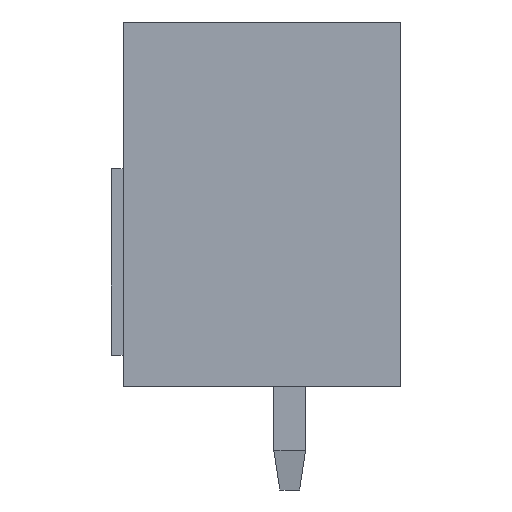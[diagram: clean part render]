
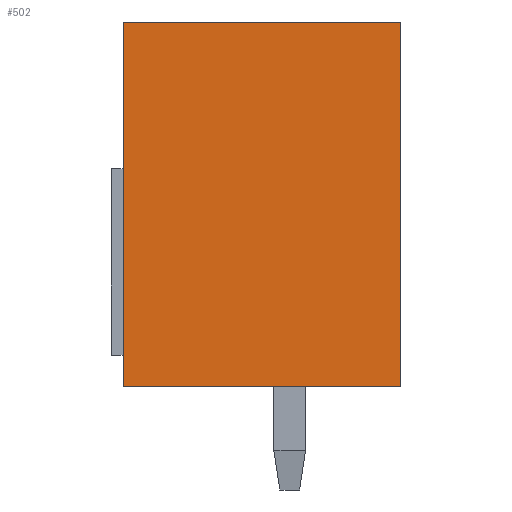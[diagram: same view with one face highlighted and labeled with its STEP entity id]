
A CAD part, left-side view. The second image highlights one B-rep face of the part: STEP entity #502.
In plain terms, the highlighted planar face has unit normal (-1, 0, 0).
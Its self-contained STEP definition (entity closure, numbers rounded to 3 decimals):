
#502 = ADVANCED_FACE( '', ( #1208 ), #1209, .T. );
#1208 = FACE_OUTER_BOUND( '', #2205, .T. );
#1209 = PLANE( '', #2206 );
#2205 = EDGE_LOOP( '', ( #3518, #3519, #3520, #3521 ) );
#2206 = AXIS2_PLACEMENT_3D( '', #3522, #3523, #3524 );
#3518 = ORIENTED_EDGE( '', *, *, #5806, .F. );
#3519 = ORIENTED_EDGE( '', *, *, #5995, .F. );
#3520 = ORIENTED_EDGE( '', *, *, #6053, .T. );
#3521 = ORIENTED_EDGE( '', *, *, #6054, .T. );
#3522 = CARTESIAN_POINT( '', ( 0., 7., 9.2 ) );
#3523 = DIRECTION( '', ( -1., 0., 0. ) );
#3524 = DIRECTION( '', ( 0., 0., 1. ) );
#5806 = EDGE_CURVE( '', #6921, #6923, #6924, .T. );
#5995 = EDGE_CURVE( '', #7259, #6921, #7261, .T. );
#6053 = EDGE_CURVE( '', #7259, #7362, #7363, .T. );
#6054 = EDGE_CURVE( '', #7362, #6923, #7364, .T. );
#6921 = VERTEX_POINT( '', #8530 );
#6923 = VERTEX_POINT( '', #8533 );
#6924 = LINE( '', #8534, #8535 );
#7259 = VERTEX_POINT( '', #9016 );
#7261 = LINE( '', #9019, #9020 );
#7362 = VERTEX_POINT( '', #9159 );
#7363 = LINE( '', #9160, #9161 );
#7364 = LINE( '', #9162, #9163 );
#8530 = CARTESIAN_POINT( '', ( 0., 0., 9.2 ) );
#8533 = CARTESIAN_POINT( '', ( 0., 0., 0. ) );
#8534 = CARTESIAN_POINT( '', ( 0., 0., 9.2 ) );
#8535 = VECTOR( '', #10639, 1000. );
#9016 = CARTESIAN_POINT( '', ( 0., 7., 9.2 ) );
#9019 = CARTESIAN_POINT( '', ( 0., 7., 9.2 ) );
#9020 = VECTOR( '', #10832, 1000. );
#9159 = CARTESIAN_POINT( '', ( 0., 7., 0. ) );
#9160 = CARTESIAN_POINT( '', ( 0., 7., 9.2 ) );
#9161 = VECTOR( '', #10901, 1000. );
#9162 = CARTESIAN_POINT( '', ( 0., 7., 0. ) );
#9163 = VECTOR( '', #10902, 1000. );
#10639 = DIRECTION( '', ( 0., 0., -1. ) );
#10832 = DIRECTION( '', ( 0., -1., 0. ) );
#10901 = DIRECTION( '', ( 0., 0., -1. ) );
#10902 = DIRECTION( '', ( 0., -1., 0. ) );
